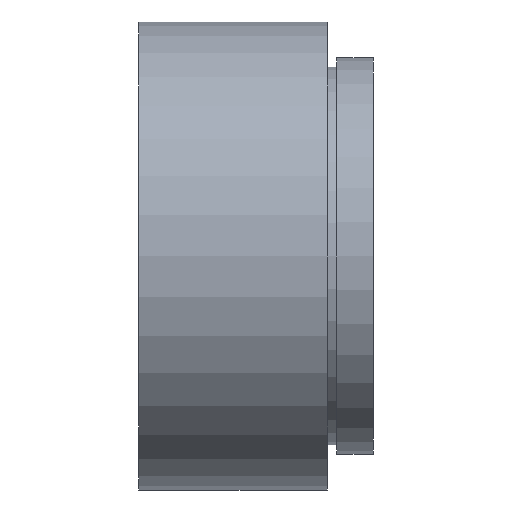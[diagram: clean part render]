
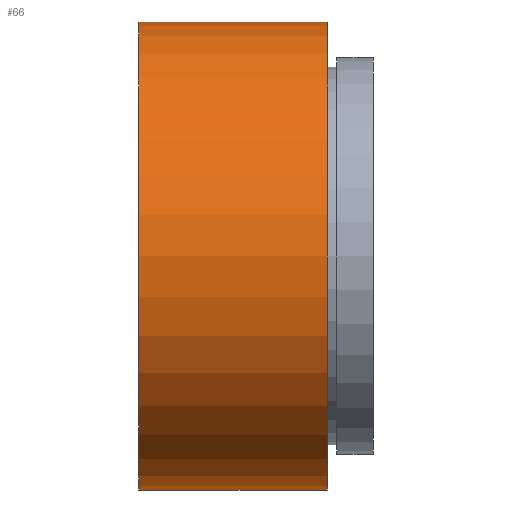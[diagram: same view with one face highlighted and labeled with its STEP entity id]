
A CAD part, left-side view. The second image highlights one B-rep face of the part: STEP entity #66.
In plain terms, the highlighted cylindrical face has radius 25.4 mm (diameter 50.8 mm), a partial arc.
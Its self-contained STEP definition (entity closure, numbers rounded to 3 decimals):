
#5 = CARTESIAN_POINT ( 'NONE',  ( 0., 5., -25.4 ) ) ;
#11 = VERTEX_POINT ( 'NONE', #5 ) ;
#30 = ORIENTED_EDGE ( 'NONE', *, *, #493, .F. ) ;
#42 = AXIS2_PLACEMENT_3D ( 'NONE', #664, #143, #596 ) ;
#47 = DIRECTION ( 'NONE',  ( 0., -1., 0. ) ) ;
#66 = ADVANCED_FACE ( 'NONE', ( #294 ), #132, .T. ) ;
#97 = VECTOR ( 'NONE', #47, 1000. ) ;
#104 = DIRECTION ( 'NONE',  ( 0., 0., -1. ) ) ;
#127 = CARTESIAN_POINT ( 'NONE',  ( 0., 0., 0. ) ) ;
#132 = CYLINDRICAL_SURFACE ( 'NONE', #572, 25.4 ) ;
#143 = DIRECTION ( 'NONE',  ( 0., -1., 0. ) ) ;
#153 = DIRECTION ( 'NONE',  ( 0., -1., 0. ) ) ;
#178 = LINE ( 'NONE', #528, #192 ) ;
#192 = VECTOR ( 'NONE', #503, 1000. ) ;
#204 = DIRECTION ( 'NONE',  ( 0., -1., 0. ) ) ;
#213 = EDGE_CURVE ( 'NONE', #438, #405, #178, .T. ) ;
#222 = CARTESIAN_POINT ( 'NONE',  ( 0., 5., 0. ) ) ;
#241 = DIRECTION ( 'NONE',  ( 0., 0., -1. ) ) ;
#294 = FACE_OUTER_BOUND ( 'NONE', #306, .T. ) ;
#297 = EDGE_CURVE ( 'NONE', #438, #467, #560, .T. ) ;
#306 = EDGE_LOOP ( 'NONE', ( #611, #483, #550, #30 ) ) ;
#371 = CIRCLE ( 'NONE', #524, 25.4 ) ;
#405 = VERTEX_POINT ( 'NONE', #631 ) ;
#427 = CARTESIAN_POINT ( 'NONE',  ( 0., 25.5, 25.4 ) ) ;
#438 = VERTEX_POINT ( 'NONE', #427 ) ;
#456 = LINE ( 'NONE', #521, #97 ) ;
#467 = VERTEX_POINT ( 'NONE', #478 ) ;
#478 = CARTESIAN_POINT ( 'NONE',  ( 0., 25.5, -25.4 ) ) ;
#483 = ORIENTED_EDGE ( 'NONE', *, *, #297, .T. ) ;
#493 = EDGE_CURVE ( 'NONE', #405, #11, #371, .T. ) ;
#503 = DIRECTION ( 'NONE',  ( 0., -1., 0. ) ) ;
#521 = CARTESIAN_POINT ( 'NONE',  ( 0., 0., -25.4 ) ) ;
#524 = AXIS2_PLACEMENT_3D ( 'NONE', #222, #153, #241 ) ;
#528 = CARTESIAN_POINT ( 'NONE',  ( 0., 0., 25.4 ) ) ;
#550 = ORIENTED_EDGE ( 'NONE', *, *, #672, .T. ) ;
#560 = CIRCLE ( 'NONE', #42, 25.4 ) ;
#572 = AXIS2_PLACEMENT_3D ( 'NONE', #127, #204, #104 ) ;
#596 = DIRECTION ( 'NONE',  ( 0., 0., -1. ) ) ;
#611 = ORIENTED_EDGE ( 'NONE', *, *, #213, .F. ) ;
#631 = CARTESIAN_POINT ( 'NONE',  ( 0., 5., 25.4 ) ) ;
#664 = CARTESIAN_POINT ( 'NONE',  ( 0., 25.5, 0. ) ) ;
#672 = EDGE_CURVE ( 'NONE', #467, #11, #456, .T. ) ;
